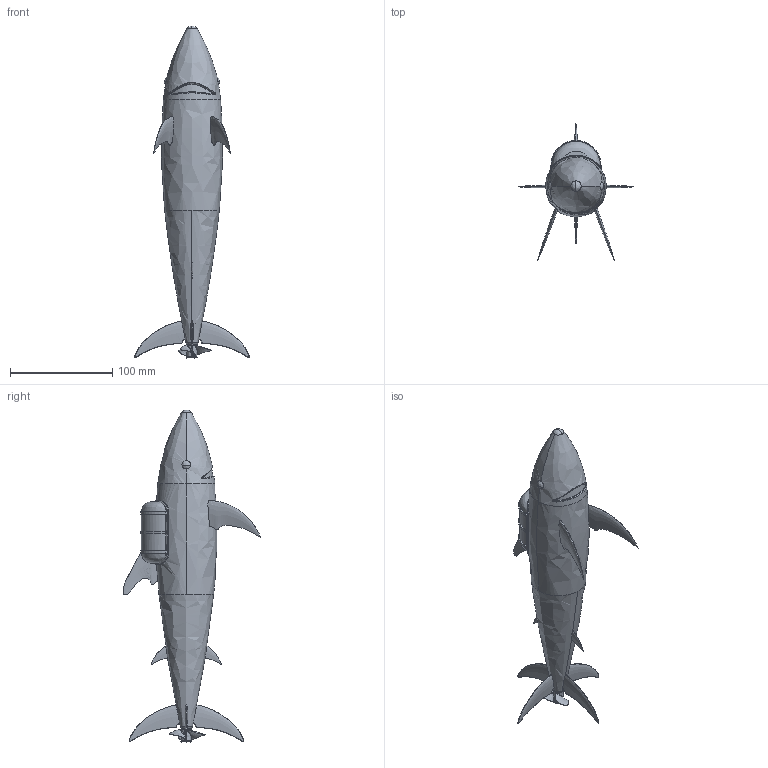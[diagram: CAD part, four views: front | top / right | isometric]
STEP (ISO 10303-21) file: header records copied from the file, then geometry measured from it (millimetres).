
FILE_DESCRIPTION(('FreeCAD Model'),'2;1');
FILE_NAME('Open CASCADE Shape Model','2025-05-03T08:08:31',('FreeCAD'),( 'FreeCAD'),'Open CASCADE STEP processor 7.6','FreeCAD','Unknown');
FILE_SCHEMA(('AUTOMOTIVE_DESIGN { 1 0 10303 214 1 1 1 1 }'));
Products named in the file (1): Open CASCADE STEP translator 7.6 1
Bounding box: 112.08 x 134.59 x 324.86 mm (x, y, z)
Volume: 449341.4 mm3; surface area: 76174.3 mm2
Topology: 16 solids, 16 shells, 1246 faces, 3331 edges, 2087 vertices
Faces by surface type: bspline 1246
Entity records: 148947 total; most frequent: CARTESIAN_POINT 130766, ORIENTED_EDGE 6616, EDGE_CURVE 3308, VERTEX_POINT 2087, B_SPLINE_CURVE_WITH_KNOTS 1953, FACE_BOUND 1259, EDGE_LOOP 1259, ADVANCED_FACE 1246
